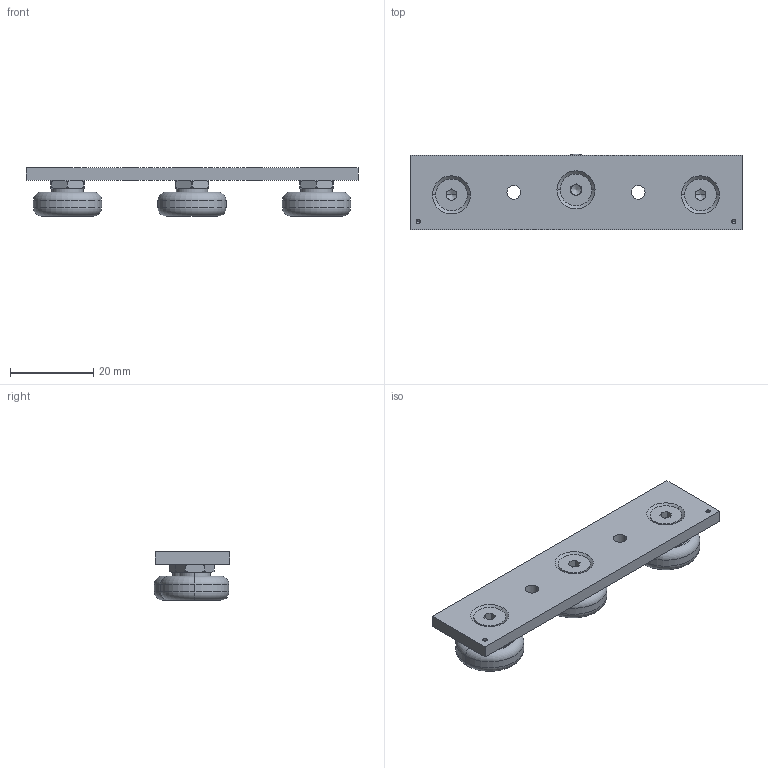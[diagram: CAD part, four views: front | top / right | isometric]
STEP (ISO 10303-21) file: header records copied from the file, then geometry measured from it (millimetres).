
FILE_DESCRIPTION (( 'STEP AP214' ), '1' );
FILE_NAME ('RLE-22-3-2RS neu.STEP', '2020-04-20T05:08:22', ( '' ), ( '' ), 'SwSTEP 2.0', 'SolidWorks 2019', '' );
FILE_SCHEMA (( 'AUTOMOTIVE_DESIGN' ));
Length unit declared in the file: millimetre
Products named in the file (1): RLE-22-3-2RS neu
Bounding box: 80 x 18.2 x 11.66 mm (x, y, z)
Volume: 7060.6 mm3; surface area: 9208.3 mm2
Topology: 25 solids, 25 shells, 555 faces, 1267 edges, 769 vertices
Faces by surface type: plane 183, cylinder 158, cone 106, torus 90, sphere 18
Entity records: 22235 total; most frequent: CARTESIAN_POINT 3422, DIRECTION 2741, ORIENTED_EDGE 2448, EDGE_CURVE 1224, AXIS2_PLACEMENT_3D 1147, VERTEX_POINT 760, EDGE_LOOP 630, CIRCLE 591
